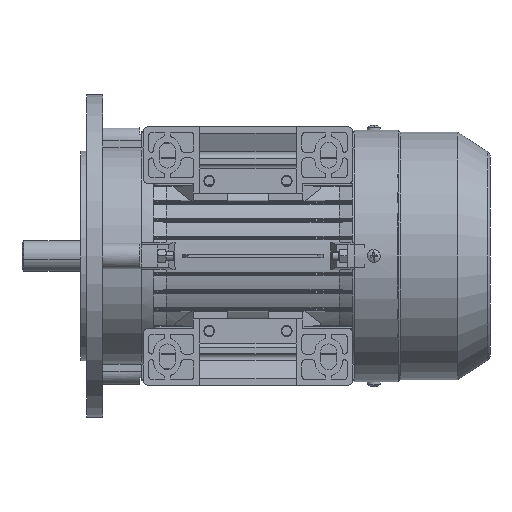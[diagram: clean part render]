
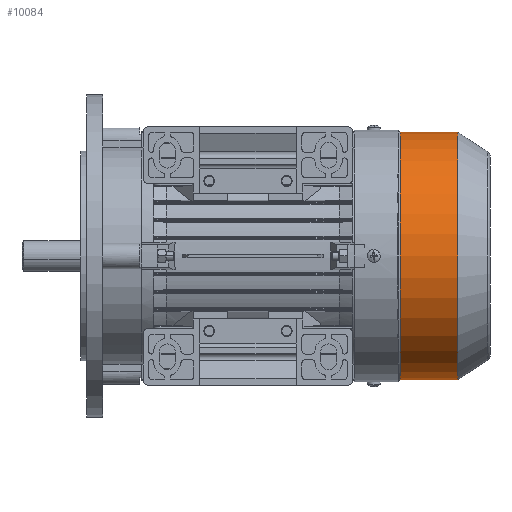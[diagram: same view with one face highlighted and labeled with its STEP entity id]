
A CAD part, front view. The second image highlights one B-rep face of the part: STEP entity #10084.
In plain terms, the highlighted cylindrical face has radius 76.8 mm (diameter 153.6 mm), a partial arc.
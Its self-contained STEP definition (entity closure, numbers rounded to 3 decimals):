
#7652 = VERTEX_POINT ( 'NONE', #92077 ) ;
#7653 = VERTEX_POINT ( 'NONE', #92076 ) ;
#7698 = EDGE_CURVE ( 'NONE', #7720, #7652, #92165, .T. ) ;
#7720 = VERTEX_POINT ( 'NONE', #92248 ) ;
#7721 = VERTEX_POINT ( 'NONE', #92247 ) ;
#7723 = EDGE_CURVE ( 'NONE', #7721, #7653, #92246, .T. ) ;
#10060 = ORIENTED_EDGE ( 'NONE', *, *, #7698, .T. ) ;
#10061 = ORIENTED_EDGE ( 'NONE', *, *, #10062, .F. ) ;
#10062 = EDGE_CURVE ( 'NONE', #7653, #7652, #29238, .T. ) ;
#10083 = EDGE_CURVE ( 'NONE', #7721, #7720, #29304, .T. ) ;
#10084 = ADVANCED_FACE ( 'NONE', ( #29295 ), #29293, .T. ) ;
#10085 = EDGE_LOOP ( 'NONE', ( #10086, #10087, #10060, #10061 ) ) ;
#10086 = ORIENTED_EDGE ( 'NONE', *, *, #7723, .F. ) ;
#10087 = ORIENTED_EDGE ( 'NONE', *, *, #10083, .T. ) ;
#29231 = DIRECTION ( 'NONE',  ( 0., 0., 1. ) ) ;
#29233 = DIRECTION ( 'NONE',  ( -1., 0., 0. ) ) ;
#29234 = CARTESIAN_POINT ( 'NONE',  ( 28.25, 0., 0. ) ) ;
#29236 = AXIS2_PLACEMENT_3D ( 'NONE', #29234, #29233, #29231 ) ;
#29238 = CIRCLE ( 'NONE', #29236, 76.8 ) ;
#29281 = DIRECTION ( 'NONE',  ( 0., 0., 1. ) ) ;
#29283 = DIRECTION ( 'NONE',  ( -1., 0., 0. ) ) ;
#29284 = CARTESIAN_POINT ( 'NONE',  ( 0., 0., 0. ) ) ;
#29286 = AXIS2_PLACEMENT_3D ( 'NONE', #29284, #29283, #29281 ) ;
#29293 = CYLINDRICAL_SURFACE ( 'NONE', #29286, 76.8 ) ;
#29295 = FACE_OUTER_BOUND ( 'NONE', #10085, .T. ) ;
#29297 = DIRECTION ( 'NONE',  ( 0., 0., 1. ) ) ;
#29299 = DIRECTION ( 'NONE',  ( -1., 0., 0. ) ) ;
#29301 = CARTESIAN_POINT ( 'NONE',  ( 64., 0., 0. ) ) ;
#29302 = AXIS2_PLACEMENT_3D ( 'NONE', #29301, #29299, #29297 ) ;
#29304 = CIRCLE ( 'NONE', #29302, 76.8 ) ;
#92076 = CARTESIAN_POINT ( 'NONE',  ( 28.25, 0., -76.8 ) ) ;
#92077 = CARTESIAN_POINT ( 'NONE',  ( 28.25, 0., 76.8 ) ) ;
#92163 = VECTOR ( 'NONE', #92226, 1000. ) ;
#92164 = CARTESIAN_POINT ( 'NONE',  ( 0., 0., 76.8 ) ) ;
#92165 = LINE ( 'NONE', #92164, #92163 ) ;
#92226 = DIRECTION ( 'NONE',  ( -1., 0., 0. ) ) ;
#92243 = DIRECTION ( 'NONE',  ( -1., 0., 0. ) ) ;
#92244 = VECTOR ( 'NONE', #92243, 1000. ) ;
#92245 = CARTESIAN_POINT ( 'NONE',  ( 0., 0., -76.8 ) ) ;
#92246 = LINE ( 'NONE', #92245, #92244 ) ;
#92247 = CARTESIAN_POINT ( 'NONE',  ( 64., 0., -76.8 ) ) ;
#92248 = CARTESIAN_POINT ( 'NONE',  ( 64., 0., 76.8 ) ) ;
